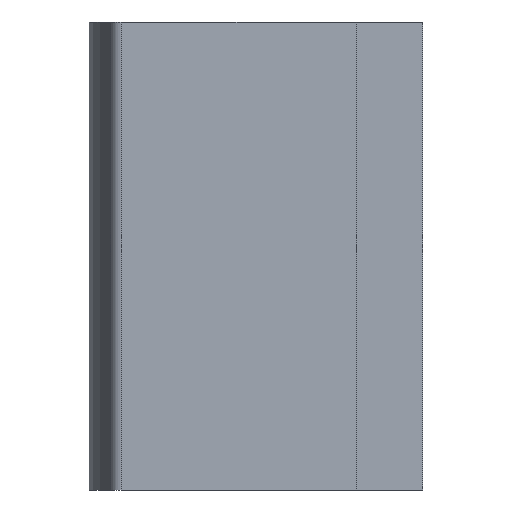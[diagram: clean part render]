
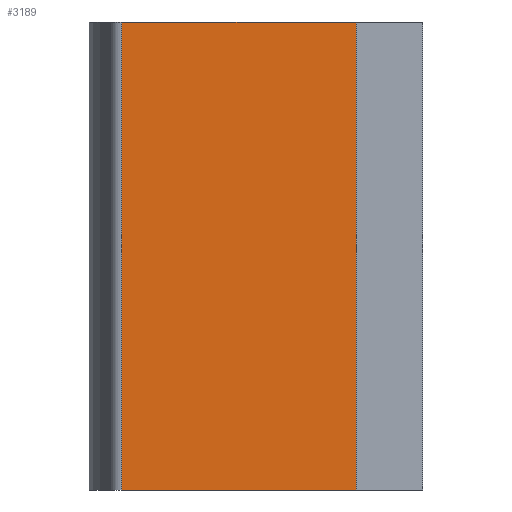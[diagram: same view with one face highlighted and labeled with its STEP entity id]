
A CAD part, left-side view. The second image highlights one B-rep face of the part: STEP entity #3189.
In plain terms, the highlighted planar face has unit normal (-1, 0, 0).
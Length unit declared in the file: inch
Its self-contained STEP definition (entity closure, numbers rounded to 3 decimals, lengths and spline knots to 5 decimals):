
#227 = CARTESIAN_POINT ( 'NONE',  ( -0.5625, 0.345, 0.65625 ) ) ;
#295 = VERTEX_POINT ( 'NONE', #3683 ) ;
#307 = FACE_OUTER_BOUND ( 'NONE', #581, .T. ) ;
#375 = VECTOR ( 'NONE', #3439, 39.37008 ) ;
#388 = LINE ( 'NONE', #1929, #2083 ) ;
#405 = CARTESIAN_POINT ( 'NONE',  ( -0.5625, -0.313, 0.65625 ) ) ;
#581 = EDGE_LOOP ( 'NONE', ( #3017, #2140, #4566, #2094 ) ) ;
#719 = DIRECTION ( 'NONE',  ( 0., 1., 0. ) ) ;
#1024 = DIRECTION ( 'NONE',  ( 0., 0., -1. ) ) ;
#1059 = VERTEX_POINT ( 'NONE', #227 ) ;
#1127 = LINE ( 'NONE', #1456, #1839 ) ;
#1174 = DIRECTION ( 'NONE',  ( 0., 1., 0. ) ) ;
#1193 = VERTEX_POINT ( 'NONE', #405 ) ;
#1329 = EDGE_CURVE ( 'NONE', #1193, #1059, #1791, .T. ) ;
#1413 = DIRECTION ( 'NONE',  ( 0., 0., 1. ) ) ;
#1456 = CARTESIAN_POINT ( 'NONE',  ( -0.5625, 0.345, -0.65625 ) ) ;
#1691 = VERTEX_POINT ( 'NONE', #4586 ) ;
#1791 = LINE ( 'NONE', #2595, #375 ) ;
#1839 = VECTOR ( 'NONE', #1024, 39.37008 ) ;
#1850 = PLANE ( 'NONE',  #3379 ) ;
#1929 = CARTESIAN_POINT ( 'NONE',  ( -0.5625, 0., -0.65625 ) ) ;
#2083 = VECTOR ( 'NONE', #1174, 39.37008 ) ;
#2094 = ORIENTED_EDGE ( 'NONE', *, *, #2408, .T. ) ;
#2140 = ORIENTED_EDGE ( 'NONE', *, *, #3753, .T. ) ;
#2408 = EDGE_CURVE ( 'NONE', #1691, #1193, #3338, .T. ) ;
#2595 = CARTESIAN_POINT ( 'NONE',  ( -0.5625, 0., 0.65625 ) ) ;
#3017 = ORIENTED_EDGE ( 'NONE', *, *, #1329, .T. ) ;
#3086 = EDGE_CURVE ( 'NONE', #1691, #295, #388, .T. ) ;
#3189 = ADVANCED_FACE ( 'NONE', ( #307 ), #1850, .F. ) ;
#3300 = VECTOR ( 'NONE', #1413, 39.37008 ) ;
#3338 = LINE ( 'NONE', #4868, #3300 ) ;
#3379 = AXIS2_PLACEMENT_3D ( 'NONE', #4184, #3403, #719 ) ;
#3403 = DIRECTION ( 'NONE',  ( 1., 0., 0. ) ) ;
#3439 = DIRECTION ( 'NONE',  ( 0., 1., 0. ) ) ;
#3683 = CARTESIAN_POINT ( 'NONE',  ( -0.5625, 0.345, -0.65625 ) ) ;
#3753 = EDGE_CURVE ( 'NONE', #1059, #295, #1127, .T. ) ;
#4184 = CARTESIAN_POINT ( 'NONE',  ( -0.5625, 0., -0.65625 ) ) ;
#4566 = ORIENTED_EDGE ( 'NONE', *, *, #3086, .F. ) ;
#4586 = CARTESIAN_POINT ( 'NONE',  ( -0.5625, -0.313, -0.65625 ) ) ;
#4868 = CARTESIAN_POINT ( 'NONE',  ( -0.5625, -0.313, -1.03109 ) ) ;
